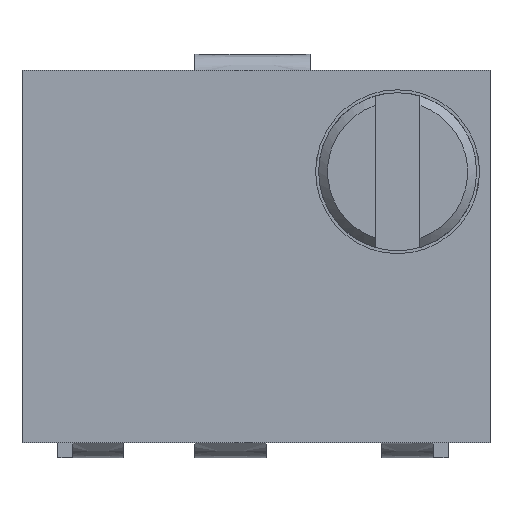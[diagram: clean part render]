
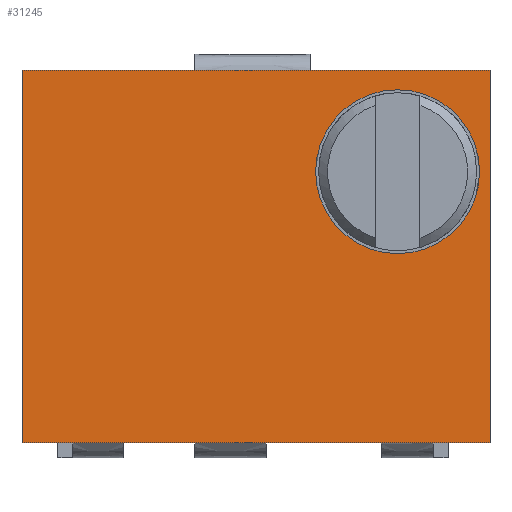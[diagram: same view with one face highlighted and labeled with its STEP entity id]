
A CAD part, front view. The second image highlights one B-rep face of the part: STEP entity #31245.
In plain terms, the highlighted free-form (B-spline) face has degree [1, 1] with [2, 2] control points.
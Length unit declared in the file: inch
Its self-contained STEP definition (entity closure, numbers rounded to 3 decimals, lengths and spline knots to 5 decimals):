
#3455=DIRECTION('',(-1.,0.,0.));
#3456=VECTOR('',#3455,0.157);
#3457=CARTESIAN_POINT('',(0.087,0.0775,0.));
#3458=LINE('',#3457,#3456);
#11516=DIRECTION('',(-1.,0.,0.));
#11517=VECTOR('',#11516,0.157);
#11518=CARTESIAN_POINT('',(0.087,0.0775,0.125));
#11519=LINE('',#11518,#11517);
#14800=DIRECTION('',(0.,0.,1.));
#14801=VECTOR('',#14800,0.125);
#14802=CARTESIAN_POINT('',(-0.07,0.0775,0.));
#14803=LINE('',#14802,#14801);
#14807=DIRECTION('',(0.,0.,1.));
#14808=VECTOR('',#14807,0.125);
#14809=CARTESIAN_POINT('',(0.087,0.0775,0.));
#14810=LINE('',#14809,#14808);
#14814=CARTESIAN_POINT('',(0.056,0.0775,0.034));
#14815=DIRECTION('',(0.,1.,0.));
#14816=DIRECTION('',(0.,0.,1.));
#14817=AXIS2_PLACEMENT_3D('',#14814,#14815,#14816);
#14822=CARTESIAN_POINT('',(0.056,0.0775,0.034));
#14823=DIRECTION('',(0.,1.,0.));
#14824=DIRECTION('',(0.,0.,-1.));
#14825=AXIS2_PLACEMENT_3D('',#14822,#14823,#14824);
#15129=CARTESIAN_POINT('',(-0.07,0.0775,0.));
#15131=VERTEX_POINT('',#15129);
#15134=CARTESIAN_POINT('',(0.087,0.0775,0.));
#15136=VERTEX_POINT('',#15134);
#15137=CARTESIAN_POINT('',(-0.07,0.0775,0.125));
#15139=VERTEX_POINT('',#15137);
#15142=CARTESIAN_POINT('',(0.087,0.0775,0.125));
#15144=VERTEX_POINT('',#15142);
#16213=CARTESIAN_POINT('',(0.056,0.0775,0.0615));
#16214=CARTESIAN_POINT('',(0.056,0.0775,0.0065));
#16215=VERTEX_POINT('',#16213);
#16216=VERTEX_POINT('',#16214);
#31227=CARTESIAN_POINT('',(0.09014,0.0775,-0.0025));
#31228=CARTESIAN_POINT('',(0.09014,0.0775,0.1275));
#31229=CARTESIAN_POINT('',(-0.07314,0.0775,-0.0025));
#31230=CARTESIAN_POINT('',(-0.07314,0.0775,0.1275));
#31231=B_SPLINE_SURFACE_WITH_KNOTS('',1,1,((#31227,#31228),(#31229,#31230)),
.UNSPECIFIED.,.F.,.F.,.F.,(2,2),(2,2),(-0.00314,0.16014),(-0.0025,0.1275),
.UNSPECIFIED.);
#31232=ORIENTED_EDGE('',*,*,#18168,.F.);
#31234=ORIENTED_EDGE('',*,*,#31233,.T.);
#31235=ORIENTED_EDGE('',*,*,#27734,.T.);
#31236=ORIENTED_EDGE('',*,*,#31220,.F.);
#31237=EDGE_LOOP('',(#31232,#31234,#31235,#31236));
#31238=FACE_OUTER_BOUND('',#31237,.F.);
#31240=ORIENTED_EDGE('',*,*,#31239,.T.);
#31242=ORIENTED_EDGE('',*,*,#31241,.T.);
#31243=EDGE_LOOP('',(#31240,#31242));
#31244=FACE_BOUND('',#31243,.F.);
#31245=ADVANCED_FACE('',(#31238,#31244),#31231,.T.);
#14818=CIRCLE('',#14817,0.0275);
#14826=CIRCLE('',#14825,0.0275);
#18168=EDGE_CURVE('',#15136,#15131,#3458,.T.);
#27734=EDGE_CURVE('',#15144,#15139,#11519,.T.);
#31220=EDGE_CURVE('',#15131,#15139,#14803,.T.);
#31233=EDGE_CURVE('',#15136,#15144,#14810,.T.);
#31239=EDGE_CURVE('',#16215,#16216,#14818,.T.);
#31241=EDGE_CURVE('',#16216,#16215,#14826,.T.);
